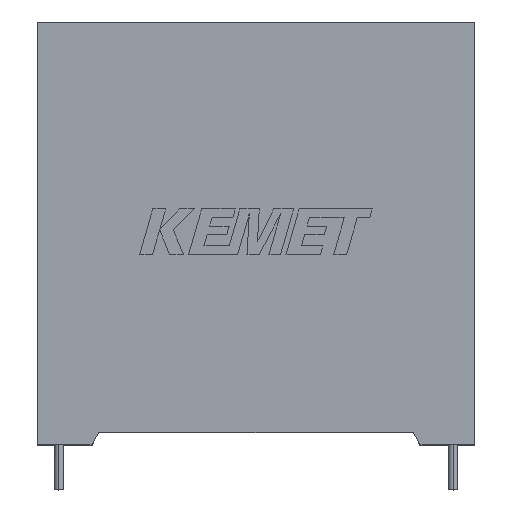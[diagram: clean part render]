
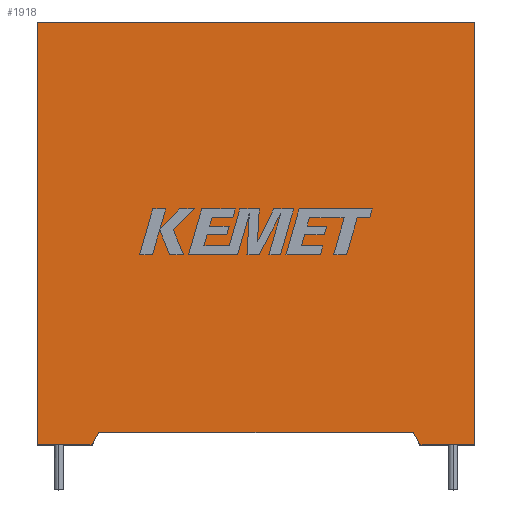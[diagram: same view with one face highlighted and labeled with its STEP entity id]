
A CAD part, top view. The second image highlights one B-rep face of the part: STEP entity #1918.
In plain terms, the highlighted planar face has unit normal (0, 0, 1).
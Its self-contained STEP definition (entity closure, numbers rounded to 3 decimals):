
#40 = VERTEX_POINT ( 'NONE', #3063 ) ;
#125 = CARTESIAN_POINT ( 'NONE',  ( 51., 0., 45.5 ) ) ;
#162 = ORIENTED_EDGE ( 'NONE', *, *, #1441, .F. ) ;
#174 = CARTESIAN_POINT ( 'NONE',  ( 8.2, 1.655, 45.5 ) ) ;
#178 = PLANE ( 'NONE',  #1027 ) ;
#212 = LINE ( 'NONE', #2847, #2778 ) ;
#281 = VERTEX_POINT ( 'NONE', #125 ) ;
#319 = VERTEX_POINT ( 'NONE', #174 ) ;
#388 = CARTESIAN_POINT ( 'NONE',  ( 8.2, 1.655, 45.5 ) ) ;
#397 = ORIENTED_EDGE ( 'NONE', *, *, #552, .T. ) ;
#403 = DIRECTION ( 'NONE',  ( -1., 0., 0. ) ) ;
#412 = FACE_OUTER_BOUND ( 'NONE', #3197, .T. ) ;
#485 = CARTESIAN_POINT ( 'NONE',  ( 0., 0., 45.5 ) ) ;
#552 = EDGE_CURVE ( 'NONE', #1965, #281, #3199, .T. ) ;
#631 = ORIENTED_EDGE ( 'NONE', *, *, #3175, .T. ) ;
#767 = VERTEX_POINT ( 'NONE', #2295 ) ;
#848 = DIRECTION ( 'NONE',  ( 0.478, -0.879, 0. ) ) ;
#903 = CARTESIAN_POINT ( 'NONE',  ( 0., 0., 45.5 ) ) ;
#904 = VERTEX_POINT ( 'NONE', #2363 ) ;
#906 = EDGE_CURVE ( 'NONE', #767, #2411, #212, .T. ) ;
#1027 = AXIS2_PLACEMENT_3D ( 'NONE', #1782, #3375, #3105 ) ;
#1063 = ORIENTED_EDGE ( 'NONE', *, *, #2216, .T. ) ;
#1196 = LINE ( 'NONE', #903, #1592 ) ;
#1208 = VECTOR ( 'NONE', #403, 1000. ) ;
#1282 = CARTESIAN_POINT ( 'NONE',  ( 50.1, 1.655, 45.5 ) ) ;
#1353 = ORIENTED_EDGE ( 'NONE', *, *, #1658, .F. ) ;
#1360 = EDGE_CURVE ( 'NONE', #281, #40, #2893, .T. ) ;
#1441 = EDGE_CURVE ( 'NONE', #1965, #319, #2378, .T. ) ;
#1446 = CARTESIAN_POINT ( 'NONE',  ( 58.3, 0., 45.5 ) ) ;
#1572 = VECTOR ( 'NONE', #2049, 1000. ) ;
#1592 = VECTOR ( 'NONE', #3300, 1000. ) ;
#1631 = DIRECTION ( 'NONE',  ( 0., 1., 0. ) ) ;
#1658 = EDGE_CURVE ( 'NONE', #319, #3190, #3302, .T. ) ;
#1710 = LINE ( 'NONE', #2756, #1208 ) ;
#1782 = CARTESIAN_POINT ( 'NONE',  ( 0., 0., 45.5 ) ) ;
#1918 = ADVANCED_FACE ( 'NONE', ( #412 ), #178, .F. ) ;
#1930 = ORIENTED_EDGE ( 'NONE', *, *, #1360, .T. ) ;
#1965 = VERTEX_POINT ( 'NONE', #1282 ) ;
#2049 = DIRECTION ( 'NONE',  ( -0.478, -0.879, 0. ) ) ;
#2127 = DIRECTION ( 'NONE',  ( 1., 0., 0. ) ) ;
#2140 = CARTESIAN_POINT ( 'NONE',  ( 50.1, 1.655, 45.5 ) ) ;
#2216 = EDGE_CURVE ( 'NONE', #904, #767, #1710, .T. ) ;
#2273 = ORIENTED_EDGE ( 'NONE', *, *, #906, .T. ) ;
#2295 = CARTESIAN_POINT ( 'NONE',  ( 0., 56.3, 45.5 ) ) ;
#2300 = EDGE_CURVE ( 'NONE', #2411, #3190, #1196, .T. ) ;
#2331 = VECTOR ( 'NONE', #848, 1000. ) ;
#2363 = CARTESIAN_POINT ( 'NONE',  ( 58.3, 56.3, 45.5 ) ) ;
#2378 = LINE ( 'NONE', #3438, #2886 ) ;
#2387 = CARTESIAN_POINT ( 'NONE',  ( 0., 0., 45.5 ) ) ;
#2411 = VERTEX_POINT ( 'NONE', #485 ) ;
#2599 = DIRECTION ( 'NONE',  ( -1., 0., 0. ) ) ;
#2722 = ORIENTED_EDGE ( 'NONE', *, *, #2300, .T. ) ;
#2756 = CARTESIAN_POINT ( 'NONE',  ( 0., 56.3, 45.5 ) ) ;
#2778 = VECTOR ( 'NONE', #3124, 1000. ) ;
#2847 = CARTESIAN_POINT ( 'NONE',  ( 0., 0., 45.5 ) ) ;
#2886 = VECTOR ( 'NONE', #2599, 1000. ) ;
#2893 = LINE ( 'NONE', #2387, #2956 ) ;
#2956 = VECTOR ( 'NONE', #2127, 1000. ) ;
#3024 = LINE ( 'NONE', #1446, #3377 ) ;
#3063 = CARTESIAN_POINT ( 'NONE',  ( 58.3, 0., 45.5 ) ) ;
#3105 = DIRECTION ( 'NONE',  ( -1., 0., 0. ) ) ;
#3124 = DIRECTION ( 'NONE',  ( 0., -1., 0. ) ) ;
#3175 = EDGE_CURVE ( 'NONE', #40, #904, #3024, .T. ) ;
#3190 = VERTEX_POINT ( 'NONE', #3243 ) ;
#3197 = EDGE_LOOP ( 'NONE', ( #162, #397, #1930, #631, #1063, #2273, #2722, #1353 ) ) ;
#3199 = LINE ( 'NONE', #2140, #2331 ) ;
#3243 = CARTESIAN_POINT ( 'NONE',  ( 7.3, 0., 45.5 ) ) ;
#3300 = DIRECTION ( 'NONE',  ( 1., 0., 0. ) ) ;
#3302 = LINE ( 'NONE', #388, #1572 ) ;
#3375 = DIRECTION ( 'NONE',  ( 0., 0., -1. ) ) ;
#3377 = VECTOR ( 'NONE', #1631, 1000. ) ;
#3438 = CARTESIAN_POINT ( 'NONE',  ( 29.15, 1.655, 45.5 ) ) ;
